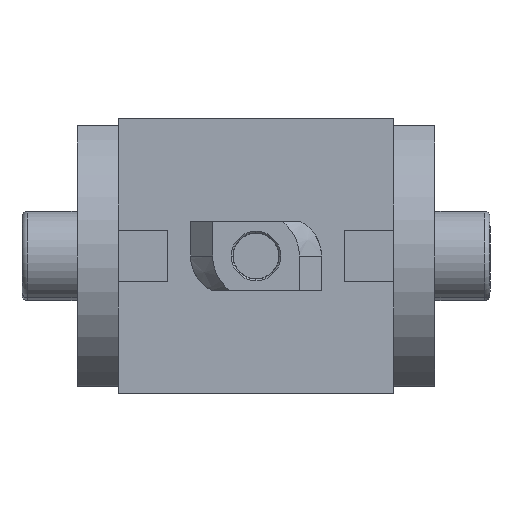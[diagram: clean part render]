
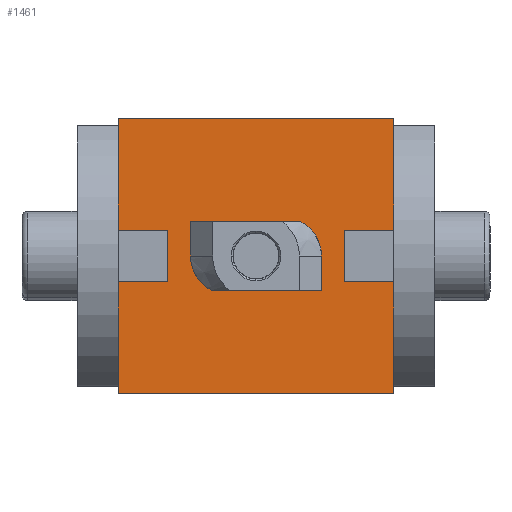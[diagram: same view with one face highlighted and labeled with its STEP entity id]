
A CAD part, front view. The second image highlights one B-rep face of the part: STEP entity #1461.
In plain terms, the highlighted planar face has unit normal (0, -1, 0).
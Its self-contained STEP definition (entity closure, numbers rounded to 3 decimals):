
#93 = DIRECTION ( 'NONE',  ( 0., 0., -1. ) ) ;
#97 = CARTESIAN_POINT ( 'NONE',  ( -3.75, -10., 7.2 ) ) ;
#139 = VERTEX_POINT ( 'NONE', #2386 ) ;
#206 = DIRECTION ( 'NONE',  ( 1., 0., 0. ) ) ;
#251 = VECTOR ( 'NONE', #3623, 1000. ) ;
#269 = VECTOR ( 'NONE', #908, 1000. ) ;
#358 = VECTOR ( 'NONE', #1087, 1000. ) ;
#435 = DIRECTION ( 'NONE',  ( 0., 0., 1. ) ) ;
#444 = CARTESIAN_POINT ( 'NONE',  ( -20., -10., 0. ) ) ;
#489 = EDGE_CURVE ( 'NONE', #906, #1365, #5646, .T. ) ;
#503 = CARTESIAN_POINT ( 'NONE',  ( -20., -10., 40. ) ) ;
#517 = DIRECTION ( 'NONE',  ( 0., -1., 0. ) ) ;
#530 = VERTEX_POINT ( 'NONE', #3300 ) ;
#551 = CARTESIAN_POINT ( 'NONE',  ( -3.75, -10., 40. ) ) ;
#561 = VECTOR ( 'NONE', #4671, 1000. ) ;
#569 = CARTESIAN_POINT ( 'NONE',  ( 0., -10., 20. ) ) ;
#629 = VERTEX_POINT ( 'NONE', #2075 ) ;
#706 = DIRECTION ( 'NONE',  ( 0., 0., -1. ) ) ;
#707 = VERTEX_POINT ( 'NONE', #759 ) ;
#738 = CARTESIAN_POINT ( 'NONE',  ( -20., -10., 40. ) ) ;
#750 = LINE ( 'NONE', #5916, #4349 ) ;
#759 = CARTESIAN_POINT ( 'NONE',  ( 3.75, -10., 0. ) ) ;
#761 = VECTOR ( 'NONE', #2176, 1000. ) ;
#800 = EDGE_CURVE ( 'NONE', #1365, #906, #4877, .T. ) ;
#810 = LINE ( 'NONE', #3528, #1163 ) ;
#868 = CARTESIAN_POINT ( 'NONE',  ( -20., -10., 0. ) ) ;
#906 = VERTEX_POINT ( 'NONE', #2468 ) ;
#908 = DIRECTION ( 'NONE',  ( 1., 0., 0. ) ) ;
#914 = ORIENTED_EDGE ( 'NONE', *, *, #5211, .F. ) ;
#991 = FACE_BOUND ( 'NONE', #5564, .T. ) ;
#1004 = DIRECTION ( 'NONE',  ( 0., 0., -1. ) ) ;
#1017 = DIRECTION ( 'NONE',  ( 0., 1., 0. ) ) ;
#1087 = DIRECTION ( 'NONE',  ( 1., 0., 0. ) ) ;
#1093 = EDGE_CURVE ( 'NONE', #629, #3832, #1557, .T. ) ;
#1120 = ORIENTED_EDGE ( 'NONE', *, *, #2097, .F. ) ;
#1163 = VECTOR ( 'NONE', #2180, 1000. ) ;
#1171 = VERTEX_POINT ( 'NONE', #1514 ) ;
#1360 = VECTOR ( 'NONE', #2753, 1000. ) ;
#1365 = VERTEX_POINT ( 'NONE', #2672 ) ;
#1461 = ADVANCED_FACE ( 'NONE', ( #991, #2754 ), #1811, .F. ) ;
#1472 = AXIS2_PLACEMENT_3D ( 'NONE', #569, #1861, #1004 ) ;
#1514 = CARTESIAN_POINT ( 'NONE',  ( 20., -10., 0. ) ) ;
#1557 = LINE ( 'NONE', #4344, #5153 ) ;
#1725 = VERTEX_POINT ( 'NONE', #5821 ) ;
#1811 = PLANE ( 'NONE',  #5910 ) ;
#1861 = DIRECTION ( 'NONE',  ( 0., -1., 0. ) ) ;
#2075 = CARTESIAN_POINT ( 'NONE',  ( -20., -10., 40. ) ) ;
#2078 = CARTESIAN_POINT ( 'NONE',  ( -3.75, -10., 7.2 ) ) ;
#2096 = LINE ( 'NONE', #4440, #3372 ) ;
#2097 = EDGE_CURVE ( 'NONE', #707, #139, #2096, .T. ) ;
#2119 = ORIENTED_EDGE ( 'NONE', *, *, #4055, .F. ) ;
#2153 = CARTESIAN_POINT ( 'NONE',  ( -3.75, -10., 32.8 ) ) ;
#2176 = DIRECTION ( 'NONE',  ( 1., 0., 0. ) ) ;
#2180 = DIRECTION ( 'NONE',  ( 0., 0., 1. ) ) ;
#2189 = EDGE_CURVE ( 'NONE', #5283, #2403, #4622, .T. ) ;
#2322 = VECTOR ( 'NONE', #706, 1000. ) ;
#2345 = ORIENTED_EDGE ( 'NONE', *, *, #2761, .T. ) ;
#2386 = CARTESIAN_POINT ( 'NONE',  ( 3.75, -10., 7.2 ) ) ;
#2403 = VERTEX_POINT ( 'NONE', #5830 ) ;
#2458 = EDGE_CURVE ( 'NONE', #139, #4135, #750, .T. ) ;
#2468 = CARTESIAN_POINT ( 'NONE',  ( 0., -10., 24.25 ) ) ;
#2573 = LINE ( 'NONE', #3968, #358 ) ;
#2635 = DIRECTION ( 'NONE',  ( 0., 0., -1. ) ) ;
#2672 = CARTESIAN_POINT ( 'NONE',  ( 0., -10., 15.75 ) ) ;
#2690 = CARTESIAN_POINT ( 'NONE',  ( -3.75, -10., 32.8 ) ) ;
#2731 = DIRECTION ( 'NONE',  ( -1., 0., 0. ) ) ;
#2753 = DIRECTION ( 'NONE',  ( 0., 0., -1. ) ) ;
#2754 = FACE_OUTER_BOUND ( 'NONE', #3827, .T. ) ;
#2761 = EDGE_CURVE ( 'NONE', #707, #1171, #2573, .T. ) ;
#2788 = ORIENTED_EDGE ( 'NONE', *, *, #800, .F. ) ;
#2901 = LINE ( 'NONE', #2078, #2322 ) ;
#3107 = VERTEX_POINT ( 'NONE', #3243 ) ;
#3191 = ORIENTED_EDGE ( 'NONE', *, *, #1093, .F. ) ;
#3243 = CARTESIAN_POINT ( 'NONE',  ( 3.75, -10., 32.8 ) ) ;
#3300 = CARTESIAN_POINT ( 'NONE',  ( 20., -10., 40. ) ) ;
#3334 = CARTESIAN_POINT ( 'NONE',  ( 20., -10., 40. ) ) ;
#3372 = VECTOR ( 'NONE', #3950, 1000. ) ;
#3465 = ORIENTED_EDGE ( 'NONE', *, *, #5365, .F. ) ;
#3528 = CARTESIAN_POINT ( 'NONE',  ( 3.75, -10., 32.8 ) ) ;
#3563 = ORIENTED_EDGE ( 'NONE', *, *, #4692, .F. ) ;
#3623 = DIRECTION ( 'NONE',  ( 1., 0., 0. ) ) ;
#3777 = CARTESIAN_POINT ( 'NONE',  ( 0., -10., 20. ) ) ;
#3804 = AXIS2_PLACEMENT_3D ( 'NONE', #3777, #517, #93 ) ;
#3827 = EDGE_LOOP ( 'NONE', ( #3465, #3191, #4657, #4114, #5535, #5318, #1120, #2345, #4685, #2119, #914, #3563 ) ) ;
#3832 = VERTEX_POINT ( 'NONE', #551 ) ;
#3950 = DIRECTION ( 'NONE',  ( 0., 0., 1. ) ) ;
#3968 = CARTESIAN_POINT ( 'NONE',  ( -20., -10., 0. ) ) ;
#4007 = VERTEX_POINT ( 'NONE', #2690 ) ;
#4055 = EDGE_CURVE ( 'NONE', #1725, #530, #5961, .T. ) ;
#4105 = EDGE_CURVE ( 'NONE', #530, #1171, #5119, .T. ) ;
#4114 = ORIENTED_EDGE ( 'NONE', *, *, #2189, .T. ) ;
#4135 = VERTEX_POINT ( 'NONE', #97 ) ;
#4249 = EDGE_CURVE ( 'NONE', #4135, #2403, #2901, .T. ) ;
#4344 = CARTESIAN_POINT ( 'NONE',  ( -20., -10., 40. ) ) ;
#4349 = VECTOR ( 'NONE', #2731, 1000. ) ;
#4440 = CARTESIAN_POINT ( 'NONE',  ( 3.75, -10., 7.2 ) ) ;
#4460 = CARTESIAN_POINT ( 'NONE',  ( -20., -10., 40. ) ) ;
#4582 = LINE ( 'NONE', #2153, #1360 ) ;
#4620 = LINE ( 'NONE', #4683, #269 ) ;
#4622 = LINE ( 'NONE', #444, #251 ) ;
#4657 = ORIENTED_EDGE ( 'NONE', *, *, #5588, .T. ) ;
#4671 = DIRECTION ( 'NONE',  ( 0., 0., -1. ) ) ;
#4683 = CARTESIAN_POINT ( 'NONE',  ( -3.75, -10., 32.8 ) ) ;
#4685 = ORIENTED_EDGE ( 'NONE', *, *, #4105, .F. ) ;
#4692 = EDGE_CURVE ( 'NONE', #4007, #3107, #4620, .T. ) ;
#4877 = CIRCLE ( 'NONE', #1472, 4.25 ) ;
#4993 = ORIENTED_EDGE ( 'NONE', *, *, #489, .F. ) ;
#5119 = LINE ( 'NONE', #3334, #561 ) ;
#5153 = VECTOR ( 'NONE', #206, 1000. ) ;
#5211 = EDGE_CURVE ( 'NONE', #3107, #1725, #810, .T. ) ;
#5252 = VECTOR ( 'NONE', #2635, 1000. ) ;
#5283 = VERTEX_POINT ( 'NONE', #868 ) ;
#5318 = ORIENTED_EDGE ( 'NONE', *, *, #2458, .F. ) ;
#5365 = EDGE_CURVE ( 'NONE', #3832, #4007, #4582, .T. ) ;
#5392 = LINE ( 'NONE', #738, #5252 ) ;
#5535 = ORIENTED_EDGE ( 'NONE', *, *, #4249, .F. ) ;
#5564 = EDGE_LOOP ( 'NONE', ( #2788, #4993 ) ) ;
#5588 = EDGE_CURVE ( 'NONE', #629, #5283, #5392, .T. ) ;
#5646 = CIRCLE ( 'NONE', #3804, 4.25 ) ;
#5821 = CARTESIAN_POINT ( 'NONE',  ( 3.75, -10., 40. ) ) ;
#5830 = CARTESIAN_POINT ( 'NONE',  ( -3.75, -10., 0. ) ) ;
#5910 = AXIS2_PLACEMENT_3D ( 'NONE', #503, #1017, #435 ) ;
#5916 = CARTESIAN_POINT ( 'NONE',  ( -3.75, -10., 7.2 ) ) ;
#5961 = LINE ( 'NONE', #4460, #761 ) ;
